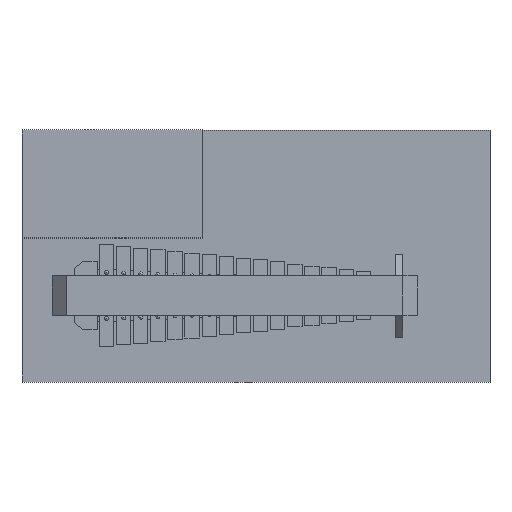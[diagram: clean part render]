
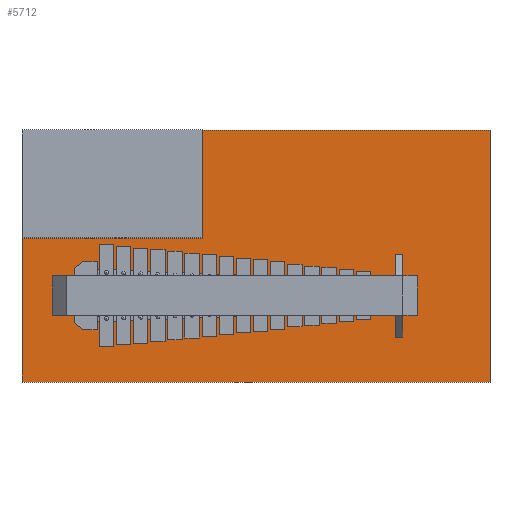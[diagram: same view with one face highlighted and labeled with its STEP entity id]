
A CAD part, top view. The second image highlights one B-rep face of the part: STEP entity #5712.
In plain terms, the highlighted planar face has unit normal (0, 0, 1).
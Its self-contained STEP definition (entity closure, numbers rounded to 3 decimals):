
#984=FACE_OUTER_BOUND('',#1464,.T.);
#1464=EDGE_LOOP('',(#5013,#5014,#5015,#5016));
#1901=LINE('',#9592,#2367);
#1905=LINE('',#9600,#2371);
#1908=LINE('',#9606,#2374);
#1911=LINE('',#9611,#2377);
#2367=VECTOR('',#7966,10.);
#2371=VECTOR('',#7972,10.);
#2374=VECTOR('',#7977,10.);
#2377=VECTOR('',#7982,10.);
#2893=VERTEX_POINT('',#9590);
#2894=VERTEX_POINT('',#9591);
#2897=VERTEX_POINT('',#9599);
#2899=VERTEX_POINT('',#9605);
#3603=EDGE_CURVE('',#2893,#2894,#1901,.T.);
#3607=EDGE_CURVE('',#2894,#2897,#1905,.T.);
#3610=EDGE_CURVE('',#2897,#2899,#1908,.T.);
#3613=EDGE_CURVE('',#2899,#2893,#1911,.T.);
#5013=ORIENTED_EDGE('',*,*,#3613,.T.);
#5014=ORIENTED_EDGE('',*,*,#3603,.T.);
#5015=ORIENTED_EDGE('',*,*,#3607,.T.);
#5016=ORIENTED_EDGE('',*,*,#3610,.T.);
#5372=PLANE('',#6393);
#5712=ADVANCED_FACE('',(#984),#5372,.F.);
#6393=AXIS2_PLACEMENT_3D('',#9614,#7986,#7987);
#7966=DIRECTION('',(0.,-1.,0.));
#7972=DIRECTION('',(1.,0.,0.));
#7977=DIRECTION('',(0.,1.,0.));
#7982=DIRECTION('',(-1.,0.,0.));
#7986=DIRECTION('center_axis',(0.,0.,-1.));
#7987=DIRECTION('ref_axis',(1.,0.,0.));
#9590=CARTESIAN_POINT('',(-80.,230.,0.));
#9591=CARTESIAN_POINT('',(-80.,-120.,0.));
#9592=CARTESIAN_POINT('',(-80.,230.,0.));
#9599=CARTESIAN_POINT('',(570.,-120.,0.));
#9600=CARTESIAN_POINT('',(-80.,-120.,0.));
#9605=CARTESIAN_POINT('',(570.,230.,0.));
#9606=CARTESIAN_POINT('',(570.,-120.,0.));
#9611=CARTESIAN_POINT('',(570.,230.,0.));
#9614=CARTESIAN_POINT('Origin',(245.,55.,0.));
